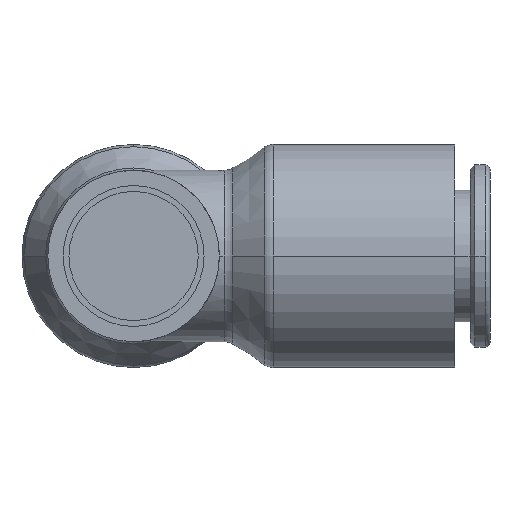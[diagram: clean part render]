
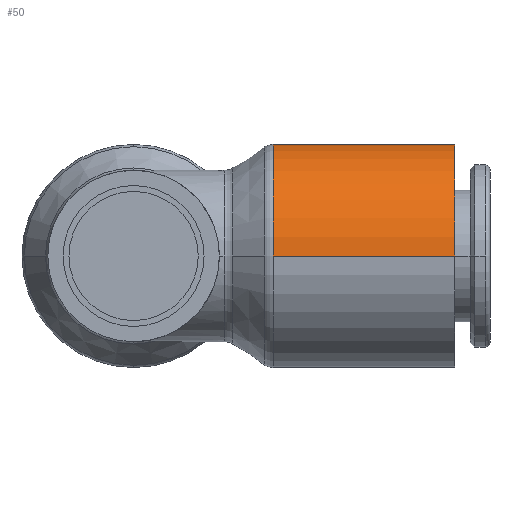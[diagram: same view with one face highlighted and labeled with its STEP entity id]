
A CAD part, front view. The second image highlights one B-rep face of the part: STEP entity #50.
In plain terms, the highlighted cylindrical face has radius 9.5 mm (diameter 19 mm), a partial arc.
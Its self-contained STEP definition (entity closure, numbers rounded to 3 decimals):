
#50=ADVANCED_FACE('',(#139),#140,.T.);
#139=FACE_OUTER_BOUND('',#318,.T.);
#140=CYLINDRICAL_SURFACE('',#319,9.5);
#318=EDGE_LOOP('',(#524,#525,#526,#527,#528));
#319=AXIS2_PLACEMENT_3D('',#529,#530,#531);
#524=ORIENTED_EDGE('',*,*,#1193,.F.);
#525=ORIENTED_EDGE('',*,*,#1194,.T.);
#526=ORIENTED_EDGE('',*,*,#1195,.T.);
#527=ORIENTED_EDGE('',*,*,#1196,.F.);
#528=ORIENTED_EDGE('',*,*,#1197,.F.);
#529=CARTESIAN_POINT('',(19.62,34.725,0.0));
#530=DIRECTION('',(1.0,0.0,0.0));
#531=DIRECTION('',(0.0,1.0,0.0));
#1193=EDGE_CURVE('',#1426,#1427,#1428,.T.);
#1194=EDGE_CURVE('',#1426,#1429,#1430,.T.);
#1195=EDGE_CURVE('',#1429,#1431,#1432,.T.);
#1196=EDGE_CURVE('',#1433,#1431,#1434,.T.);
#1197=EDGE_CURVE('',#1427,#1433,#1435,.T.);
#1426=VERTEX_POINT('',#1789);
#1427=VERTEX_POINT('',#1790);
#1428=LINE('',#1791,#1792);
#1429=VERTEX_POINT('',#1793);
#1430=CIRCLE('',#1794,9.5);
#1431=VERTEX_POINT('',#1795);
#1432=CIRCLE('',#1796,9.5);
#1433=VERTEX_POINT('',#1797);
#1434=LINE('',#1798,#1799);
#1435=CIRCLE('',#1800,9.5);
#1789=CARTESIAN_POINT('',(11.895,44.225,0.0));
#1790=CARTESIAN_POINT('',(27.345,44.225,0.0));
#1791=CARTESIAN_POINT('',(19.62,44.225,0.));
#1792=VECTOR('',#2467,1.0);
#1793=CARTESIAN_POINT('',(11.895,34.725,9.5));
#1794=AXIS2_PLACEMENT_3D('',#2468,#2469,#2470);
#1795=CARTESIAN_POINT('',(11.895,25.225,0.));
#1796=AXIS2_PLACEMENT_3D('',#2471,#2472,#2473);
#1797=CARTESIAN_POINT('',(27.345,25.225,0.));
#1798=CARTESIAN_POINT('',(19.62,25.225,0.));
#1799=VECTOR('',#2474,1.0);
#1800=AXIS2_PLACEMENT_3D('',#2475,#2476,#2477);
#2467=DIRECTION('',(1.0,0.0,0.0));
#2468=CARTESIAN_POINT('',(11.895,34.725,0.0));
#2469=DIRECTION('',(1.0,0.0,0.0));
#2470=DIRECTION('',(0.0,1.0,0.0));
#2471=CARTESIAN_POINT('',(11.895,34.725,0.0));
#2472=DIRECTION('',(1.0,0.0,0.0));
#2473=DIRECTION('',(0.0,1.0,0.0));
#2474=DIRECTION('',(-1.0,-0.0,-0.0));
#2475=CARTESIAN_POINT('',(27.345,34.725,0.0));
#2476=DIRECTION('',(1.0,0.0,0.0));
#2477=DIRECTION('',(0.0,1.0,0.0));
